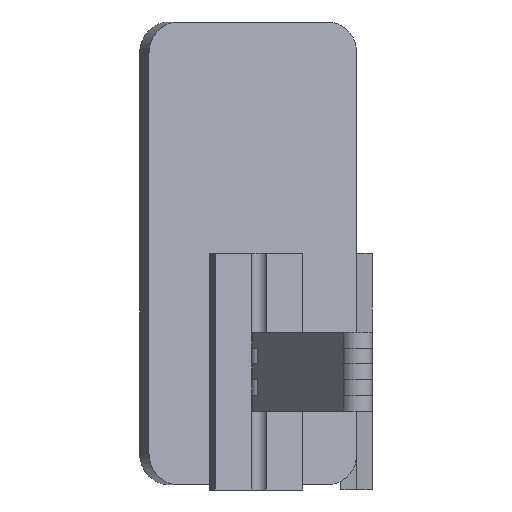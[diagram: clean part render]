
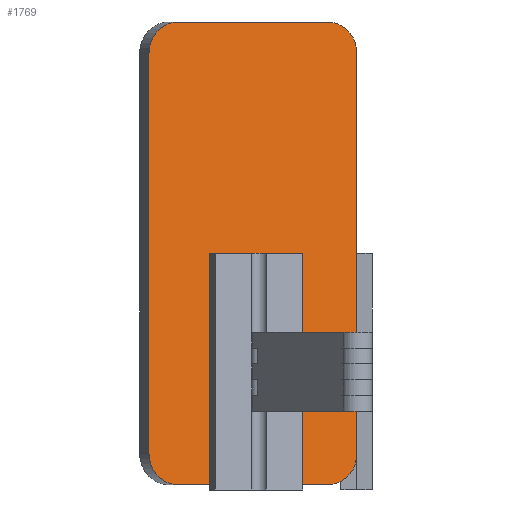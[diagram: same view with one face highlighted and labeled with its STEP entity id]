
A CAD part, left-side view. The second image highlights one B-rep face of the part: STEP entity #1769.
In plain terms, the highlighted face is planar.
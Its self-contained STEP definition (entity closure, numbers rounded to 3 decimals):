
#142=PLANE('',#2026);
#246=FACE_OUTER_BOUND('',#366,.T.);
#366=EDGE_LOOP('',(#1606,#1607,#1608,#1609,#1610,#1611,#1612,#1613));
#521=LINE('',#3033,#684);
#525=LINE('',#3045,#688);
#529=LINE('',#3057,#692);
#533=LINE('',#3069,#696);
#684=VECTOR('',#2509,10.);
#688=VECTOR('',#2521,10.);
#692=VECTOR('',#2533,10.);
#696=VECTOR('',#2545,10.);
#763=CIRCLE('',#2013,10.);
#765=CIRCLE('',#2017,10.);
#767=CIRCLE('',#2021,10.);
#769=CIRCLE('',#2025,10.);
#905=VERTEX_POINT('',#3030);
#906=VERTEX_POINT('',#3032);
#908=VERTEX_POINT('',#3038);
#910=VERTEX_POINT('',#3044);
#912=VERTEX_POINT('',#3050);
#914=VERTEX_POINT('',#3056);
#916=VERTEX_POINT('',#3062);
#918=VERTEX_POINT('',#3068);
#1132=EDGE_CURVE('',#906,#905,#521,.T.);
#1135=EDGE_CURVE('',#908,#906,#763,.T.);
#1138=EDGE_CURVE('',#910,#908,#525,.T.);
#1141=EDGE_CURVE('',#912,#910,#765,.T.);
#1144=EDGE_CURVE('',#914,#912,#529,.T.);
#1147=EDGE_CURVE('',#916,#914,#767,.T.);
#1150=EDGE_CURVE('',#918,#916,#533,.T.);
#1153=EDGE_CURVE('',#905,#918,#769,.T.);
#1606=ORIENTED_EDGE('',*,*,#1153,.T.);
#1607=ORIENTED_EDGE('',*,*,#1150,.T.);
#1608=ORIENTED_EDGE('',*,*,#1147,.T.);
#1609=ORIENTED_EDGE('',*,*,#1144,.T.);
#1610=ORIENTED_EDGE('',*,*,#1141,.T.);
#1611=ORIENTED_EDGE('',*,*,#1138,.T.);
#1612=ORIENTED_EDGE('',*,*,#1135,.T.);
#1613=ORIENTED_EDGE('',*,*,#1132,.T.);
#1769=ADVANCED_FACE('',(#246),#142,.T.);
#2013=AXIS2_PLACEMENT_3D('',#3039,#2515,#2516);
#2017=AXIS2_PLACEMENT_3D('',#3051,#2527,#2528);
#2021=AXIS2_PLACEMENT_3D('',#3063,#2539,#2540);
#2025=AXIS2_PLACEMENT_3D('',#3073,#2551,#2552);
#2026=AXIS2_PLACEMENT_3D('',#3074,#2553,#2554);
#2509=DIRECTION('',(0.,1.,0.));
#2515=DIRECTION('center_axis',(0.,0.,1.));
#2516=DIRECTION('ref_axis',(0.,-1.,0.));
#2521=DIRECTION('',(1.,0.,0.));
#2527=DIRECTION('center_axis',(0.,0.,1.));
#2528=DIRECTION('ref_axis',(-1.,0.,0.));
#2533=DIRECTION('',(0.,-1.,0.));
#2539=DIRECTION('center_axis',(0.,0.,1.));
#2540=DIRECTION('ref_axis',(0.,1.,0.));
#2545=DIRECTION('',(-1.,0.,0.));
#2551=DIRECTION('center_axis',(0.,0.,1.));
#2552=DIRECTION('ref_axis',(1.,0.,0.));
#2553=DIRECTION('center_axis',(0.,0.,1.));
#2554=DIRECTION('ref_axis',(1.,0.,0.));
#3030=CARTESIAN_POINT('',(0.,136.7,7.65));
#3032=CARTESIAN_POINT('',(0.,10.,7.65));
#3033=CARTESIAN_POINT('',(0.,136.7,7.65));
#3038=CARTESIAN_POINT('',(-10.,0.,7.65));
#3039=CARTESIAN_POINT('Origin',(-10.,10.,7.65));
#3044=CARTESIAN_POINT('',(-61.5,0.,7.65));
#3045=CARTESIAN_POINT('',(-10.,0.,7.65));
#3050=CARTESIAN_POINT('',(-71.5,10.,7.65));
#3051=CARTESIAN_POINT('Origin',(-61.5,10.,7.65));
#3056=CARTESIAN_POINT('',(-71.5,136.7,7.65));
#3057=CARTESIAN_POINT('',(-71.5,10.,7.65));
#3062=CARTESIAN_POINT('',(-61.5,146.7,7.65));
#3063=CARTESIAN_POINT('Origin',(-61.5,136.7,7.65));
#3068=CARTESIAN_POINT('',(-10.,146.7,7.65));
#3069=CARTESIAN_POINT('',(-61.5,146.7,7.65));
#3073=CARTESIAN_POINT('Origin',(-10.,136.7,7.65));
#3074=CARTESIAN_POINT('Origin',(-35.75,73.35,7.65));
